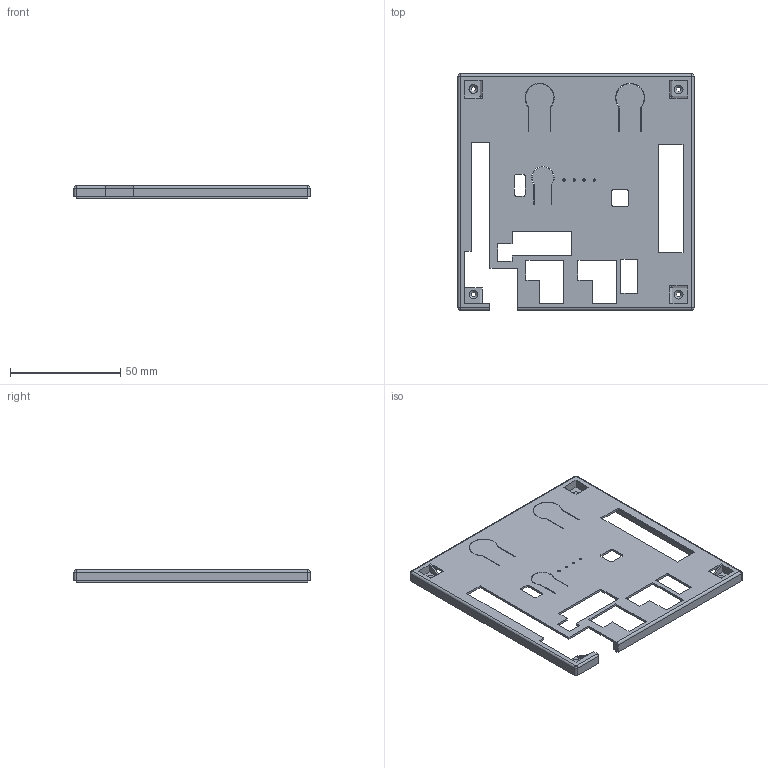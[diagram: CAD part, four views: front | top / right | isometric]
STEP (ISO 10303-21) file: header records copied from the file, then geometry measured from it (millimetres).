
FILE_DESCRIPTION(/* description */ (''),/* implementation_level */ '2;1');
FILE_NAME(/* name */ 'top-board-case.step',/* time_stamp */ '2025-05-05T17:41:40-07:00',/* author */ (''),/* organization */ (''),/* preprocessor_version */ 'ST-DEVELOPER v20.1',/* originating_system */ 'Autodesk Translation Framework v14.4.0.0',/* authorisation */ '');
FILE_SCHEMA (('AUTOMOTIVE_DESIGN { 1 0 10303 214 3 1 1 }'));
Length unit declared in the file: millimetre
Products named in the file (2): EGR314-board; Top Case
Assembly tree (1 placements, depth 2):
  EGR314-board
    Top Case
Bounding box: 107 x 107 x 5.5 mm (x, y, z)
Volume: 14135 mm3; surface area: 23445.2 mm2
Topology: 1 solids, 1 shells, 234 faces, 646 edges, 417 vertices
Faces by surface type: plane 190, cylinder 36, cone 4, sphere 4
Full cylindrical faces by diameter (mm): 1 x5
Entity records: 7463 total; most frequent: CARTESIAN_POINT 1300, ORIENTED_EDGE 1292, DIRECTION 1204, EDGE_CURVE 646, LINE 562, VECTOR 562, VERTEX_POINT 417, AXIS2_PLACEMENT_3D 321
